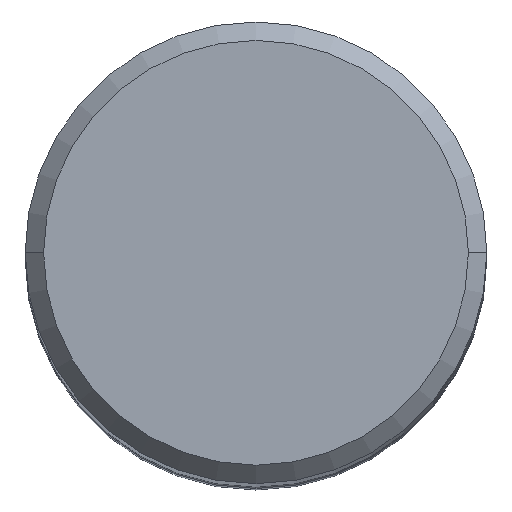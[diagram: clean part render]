
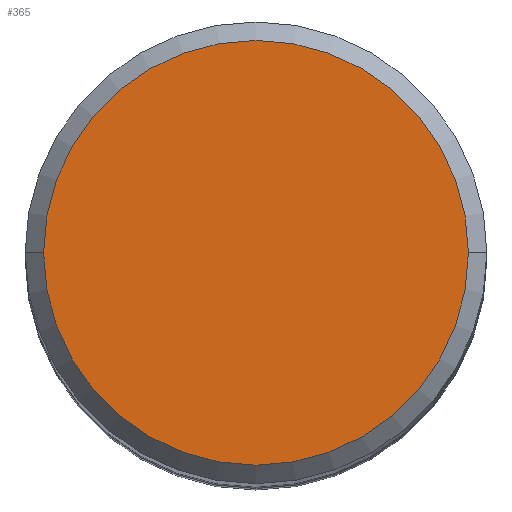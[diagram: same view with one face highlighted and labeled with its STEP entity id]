
A CAD part, top view. The second image highlights one B-rep face of the part: STEP entity #365.
In plain terms, the highlighted planar face has unit normal (0, 0, 1).
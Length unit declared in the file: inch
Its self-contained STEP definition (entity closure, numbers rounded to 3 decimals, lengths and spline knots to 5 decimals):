
#41 = CARTESIAN_POINT ( 'NONE',  ( -0.23, 0., 0. ) ) ;
#66 = CARTESIAN_POINT ( 'NONE',  ( 0., 0., 0. ) ) ;
#107 = FACE_OUTER_BOUND ( 'NONE', #136, .T. ) ;
#133 = AXIS2_PLACEMENT_3D ( 'NONE', #203, #240, #332 ) ;
#136 = EDGE_LOOP ( 'NONE', ( #416, #214 ) ) ;
#186 = AXIS2_PLACEMENT_3D ( 'NONE', #66, #489, #498 ) ;
#203 = CARTESIAN_POINT ( 'NONE',  ( 0., 0., 0. ) ) ;
#212 = EDGE_CURVE ( 'NONE', #443, #464, #308, .T. ) ;
#214 = ORIENTED_EDGE ( 'NONE', *, *, #285, .T. ) ;
#240 = DIRECTION ( 'NONE',  ( 0., 0., 1. ) ) ;
#279 = CARTESIAN_POINT ( 'NONE',  ( 0., 0.23, 0. ) ) ;
#285 = EDGE_CURVE ( 'NONE', #464, #443, #359, .T. ) ;
#308 = CIRCLE ( 'NONE', #133, 0.23 ) ;
#332 = DIRECTION ( 'NONE',  ( 1., 0., 0. ) ) ;
#359 = CIRCLE ( 'NONE', #186, 0.23 ) ;
#365 = ADVANCED_FACE ( 'NONE', ( #107 ), #368, .F. ) ;
#368 = PLANE ( 'NONE',  #548 ) ;
#416 = ORIENTED_EDGE ( 'NONE', *, *, #212, .T. ) ;
#443 = VERTEX_POINT ( 'NONE', #41 ) ;
#445 = DIRECTION ( 'NONE',  ( 0., 0., -1. ) ) ;
#451 = DIRECTION ( 'NONE',  ( -1., 0., 0. ) ) ;
#464 = VERTEX_POINT ( 'NONE', #554 ) ;
#489 = DIRECTION ( 'NONE',  ( 0., 0., 1. ) ) ;
#498 = DIRECTION ( 'NONE',  ( 1., 0., 0. ) ) ;
#548 = AXIS2_PLACEMENT_3D ( 'NONE', #279, #445, #451 ) ;
#554 = CARTESIAN_POINT ( 'NONE',  ( 0.23, 0., 0. ) ) ;
